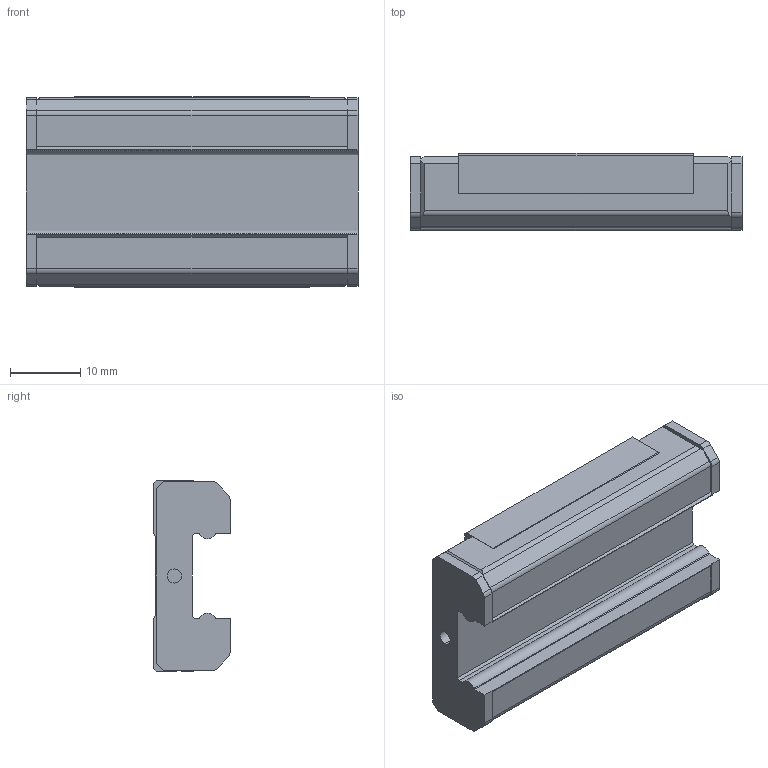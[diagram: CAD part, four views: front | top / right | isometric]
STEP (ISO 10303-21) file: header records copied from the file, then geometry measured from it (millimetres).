
FILE_DESCRIPTION (( 'STEP AP214' ), '1' );
FILE_NAME ('SRS12NSS, Føringsvogn, Bondy.STEP', '2020-06-15T08:19:19', ( '' ), ( '' ), 'SwSTEP 2.0', 'SolidWorks 2020', '' );
FILE_SCHEMA (( 'AUTOMOTIVE_DESIGN' ));
Length unit declared in the file: millimetre
Products named in the file (2): _SRS12NSS1 Slider; SRS12NSS, Føringsvogn, Bondy
Assembly tree (1 placements, depth 2):
  SRS12NSS, Føringsvogn, Bondy
    _SRS12NSS1 Slider
Bounding box: 47.1 x 11 x 27 mm (x, y, z)
Volume: 10082.7 mm3; surface area: 4618.7 mm2
Topology: 1 solids, 1 shells, 129 faces, 339 edges, 210 vertices
Faces by surface type: plane 79, cylinder 34, cone 16
Entity records: 3931 total; most frequent: CARTESIAN_POINT 686, DIRECTION 669, ORIENTED_EDGE 662, EDGE_CURVE 331, LINE 251, VECTOR 251, VERTEX_POINT 210, AXIS2_PLACEMENT_3D 209
